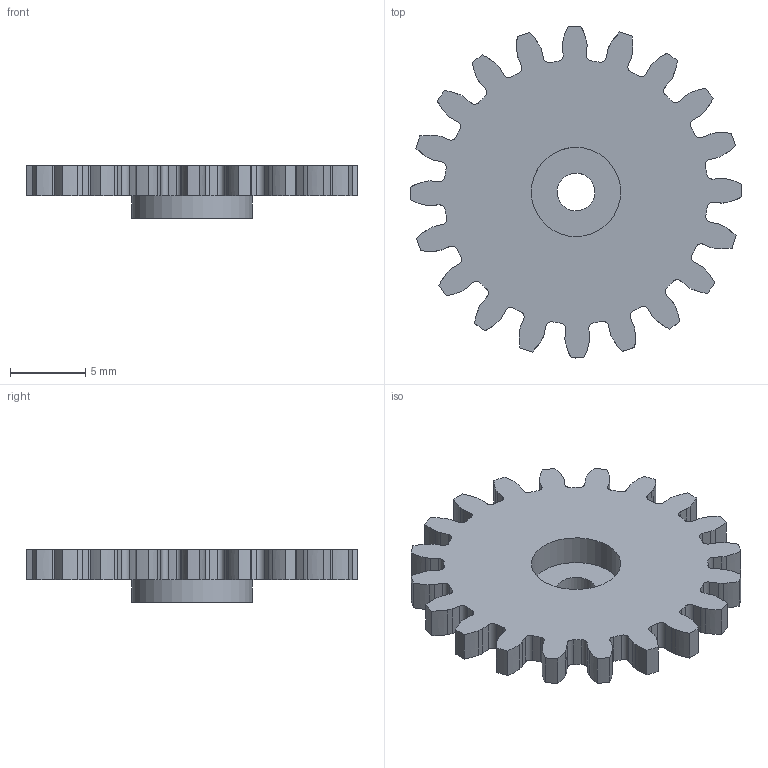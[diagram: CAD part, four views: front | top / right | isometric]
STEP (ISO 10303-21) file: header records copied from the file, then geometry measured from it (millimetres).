
FILE_DESCRIPTION(('FreeCAD Model'),'2;1');
FILE_NAME( 'screw_holder_hole_servo.step', '2015-02-27T21:37:35',('Author'),(''), 'Open CASCADE STEP processor 6.7','FreeCAD','Unknown');
FILE_SCHEMA(('AUTOMOTIVE_DESIGN_CC2 { 1 2 10303 214 -1 1 5 4 }'));
Length unit declared in the file: millimetre
Products named in the file (1): screw_holder_hole_servo
Bounding box: 22 x 22 x 3.5 mm (x, y, z)
Volume: 625.6 mm3; surface area: 949.4 mm2
Topology: 1 solids, 1 shells, 207 faces, 609 edges, 406 vertices
Faces by surface type: cylinder 83, extrusion 80, plane 44
Full cylindrical faces by diameter (mm): 2.5 x1, 5.92 x1, 8 x1
Entity records: 15663 total; most frequent: CARTESIAN_POINT 4145, DIRECTION 1925, VECTOR 1255, ORIENTED_EDGE 1218, PCURVE 1218, DEFINITIONAL_REPRESENTATION 1218, LINE 1175, EDGE_CURVE 609
